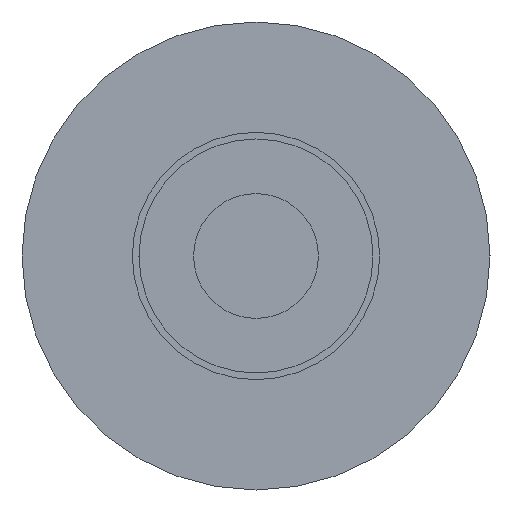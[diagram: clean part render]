
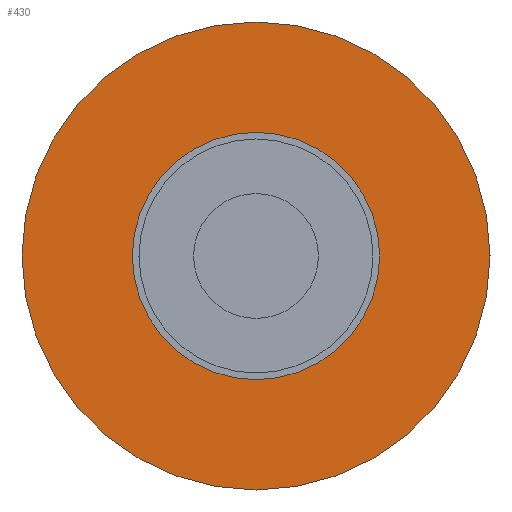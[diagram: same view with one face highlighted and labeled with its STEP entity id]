
A CAD part, left-side view. The second image highlights one B-rep face of the part: STEP entity #430.
In plain terms, the highlighted planar face has unit normal (-1, 0, 0).
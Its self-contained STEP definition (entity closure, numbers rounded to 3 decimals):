
#284=CARTESIAN_POINT('Vertex',(0.,3.,0.)) ;
#289=CARTESIAN_POINT('Axis2P3D Location',(0.,0.,0.)) ;
#293=CARTESIAN_POINT('Vertex',(0.,-3.,0.)) ;
#315=CARTESIAN_POINT('Axis2P3D Location',(0.,0.,0.)) ;
#403=CARTESIAN_POINT('Axis2P3D Location',(0.,0.,0.)) ;
#412=CARTESIAN_POINT('Axis2P3D Location',(0.,0.,0.)) ;
#416=CARTESIAN_POINT('Vertex',(0.,1.585,0.)) ;
#418=CARTESIAN_POINT('Vertex',(0.,-1.585,0.)) ;
#421=CARTESIAN_POINT('Axis2P3D Location',(0.,0.,0.)) ;
#290=DIRECTION('Axis2P3D Direction',(1.,0.,0.)) ;
#316=DIRECTION('Axis2P3D Direction',(1.,0.,0.)) ;
#404=DIRECTION('Axis2P3D Direction',(1.,0.,0.)) ;
#405=DIRECTION('Axis2P3D XDirection',(0.,1.,0.)) ;
#413=DIRECTION('Axis2P3D Direction',(1.,0.,0.)) ;
#422=DIRECTION('Axis2P3D Direction',(1.,0.,0.)) ;
#291=AXIS2_PLACEMENT_3D('Circle Axis2P3D',#289,#290,$) ;
#317=AXIS2_PLACEMENT_3D('Circle Axis2P3D',#315,#316,$) ;
#406=AXIS2_PLACEMENT_3D('Plane Axis2P3D',#403,#404,#405) ;
#414=AXIS2_PLACEMENT_3D('Circle Axis2P3D',#412,#413,$) ;
#423=AXIS2_PLACEMENT_3D('Circle Axis2P3D',#421,#422,$) ;
#409=ORIENTED_EDGE('',*,*,#319,.F.) ;
#410=ORIENTED_EDGE('',*,*,#295,.F.) ;
#427=ORIENTED_EDGE('',*,*,#420,.F.) ;
#428=ORIENTED_EDGE('',*,*,#425,.F.) ;
#429=FACE_BOUND('',#426,.T.) ;
#430=ADVANCED_FACE('Corps principal',(#411,#429),#407,.F.) ;
#292=CIRCLE('generated circle',#291,3.) ;
#318=CIRCLE('generated circle',#317,3.) ;
#415=CIRCLE('generated circle',#414,1.585) ;
#424=CIRCLE('generated circle',#423,1.585) ;
#295=EDGE_CURVE('',#285,#294,#292,.T.) ;
#319=EDGE_CURVE('',#294,#285,#318,.T.) ;
#420=EDGE_CURVE('',#417,#419,#415,.F.) ;
#425=EDGE_CURVE('',#419,#417,#424,.F.) ;
#408=EDGE_LOOP('',(#409,#410)) ;
#426=EDGE_LOOP('',(#427,#428)) ;
#411=FACE_OUTER_BOUND('',#408,.T.) ;
#407=PLANE('Plane',#406) ;
#285=VERTEX_POINT('',#284) ;
#294=VERTEX_POINT('',#293) ;
#417=VERTEX_POINT('',#416) ;
#419=VERTEX_POINT('',#418) ;
